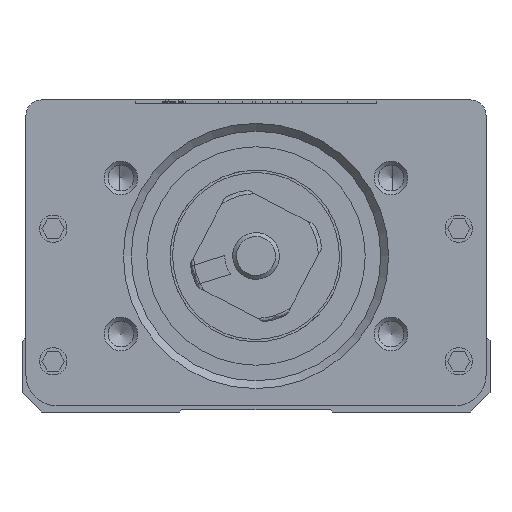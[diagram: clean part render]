
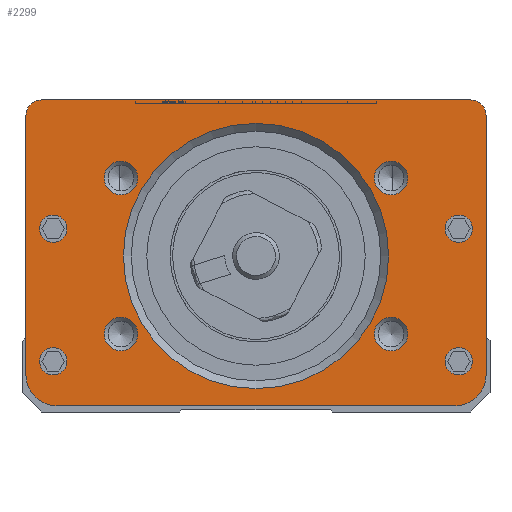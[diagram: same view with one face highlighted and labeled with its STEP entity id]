
A CAD part, front view. The second image highlights one B-rep face of the part: STEP entity #2299.
In plain terms, the highlighted face is planar.
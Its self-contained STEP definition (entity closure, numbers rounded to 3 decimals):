
#680=FACE_BOUND('',#4729,.T.);
#681=FACE_BOUND('',#4730,.T.);
#682=FACE_BOUND('',#4731,.T.);
#683=FACE_BOUND('',#4732,.T.);
#684=FACE_BOUND('',#4733,.T.);
#685=FACE_BOUND('',#4734,.T.);
#686=FACE_BOUND('',#4735,.T.);
#687=FACE_BOUND('',#4736,.T.);
#688=FACE_BOUND('',#4737,.T.);
#689=FACE_BOUND('',#4738,.T.);
#1581=CIRCLE('',#17630,4.);
#1583=CIRCLE('',#17634,4.);
#1594=CIRCLE('',#17658,2.);
#1595=CIRCLE('',#17660,2.);
#1597=CIRCLE('',#17664,2.15);
#1598=CIRCLE('',#17665,2.15);
#1599=CIRCLE('',#17666,2.15);
#1600=CIRCLE('',#17667,2.15);
#1601=CIRCLE('',#17668,17.);
#1602=CIRCLE('',#17669,1.75);
#1603=CIRCLE('',#17670,1.75);
#1604=CIRCLE('',#17671,1.75);
#1605=CIRCLE('',#17672,1.75);
#2299=ADVANCED_FACE('',(#680,#681,#682,#683,#684,#685,#686,#687,#688,#689),
#3127,.F.);
#3127=PLANE('',#17673);
#4729=EDGE_LOOP('',(#7500));
#4730=EDGE_LOOP('',(#7501));
#4731=EDGE_LOOP('',(#7502));
#4732=EDGE_LOOP('',(#7503));
#4733=EDGE_LOOP('',(#7504));
#4734=EDGE_LOOP('',(#7505));
#4735=EDGE_LOOP('',(#7506));
#4736=EDGE_LOOP('',(#7507));
#4737=EDGE_LOOP('',(#7508));
#4738=EDGE_LOOP('',(#7509,#7510,#7511,#7512,#7513,#7514,#7515,#7516));
#7500=ORIENTED_EDGE('',*,*,#12746,.T.);
#7501=ORIENTED_EDGE('',*,*,#12747,.T.);
#7502=ORIENTED_EDGE('',*,*,#12748,.T.);
#7503=ORIENTED_EDGE('',*,*,#12749,.T.);
#7504=ORIENTED_EDGE('',*,*,#12750,.T.);
#7505=ORIENTED_EDGE('',*,*,#12751,.T.);
#7506=ORIENTED_EDGE('',*,*,#12752,.T.);
#7507=ORIENTED_EDGE('',*,*,#12753,.T.);
#7508=ORIENTED_EDGE('',*,*,#12754,.T.);
#7509=ORIENTED_EDGE('',*,*,#12729,.F.);
#7510=ORIENTED_EDGE('',*,*,#12683,.F.);
#7511=ORIENTED_EDGE('',*,*,#12704,.F.);
#7512=ORIENTED_EDGE('',*,*,#12744,.F.);
#7513=ORIENTED_EDGE('',*,*,#12639,.F.);
#7514=ORIENTED_EDGE('',*,*,#12743,.F.);
#7515=ORIENTED_EDGE('',*,*,#12702,.F.);
#7516=ORIENTED_EDGE('',*,*,#12691,.F.);
#10800=VERTEX_POINT('',#25698);
#10801=VERTEX_POINT('',#25700);
#10841=VERTEX_POINT('',#25786);
#10842=VERTEX_POINT('',#25788);
#10849=VERTEX_POINT('',#25804);
#10850=VERTEX_POINT('',#25806);
#10855=VERTEX_POINT('',#25819);
#10859=VERTEX_POINT('',#25830);
#10884=VERTEX_POINT('',#25911);
#10885=VERTEX_POINT('',#25913);
#10886=VERTEX_POINT('',#25915);
#10887=VERTEX_POINT('',#25917);
#10888=VERTEX_POINT('',#25919);
#10889=VERTEX_POINT('',#25921);
#10890=VERTEX_POINT('',#25923);
#10891=VERTEX_POINT('',#25925);
#10892=VERTEX_POINT('',#25927);
#12639=EDGE_CURVE('',#10800,#10801,#14547,.T.);
#12683=EDGE_CURVE('',#10841,#10842,#1581,.T.);
#12691=EDGE_CURVE('',#10849,#10850,#1583,.T.);
#12702=EDGE_CURVE('',#10850,#10855,#14593,.T.);
#12704=EDGE_CURVE('',#10859,#10841,#14595,.T.);
#12729=EDGE_CURVE('',#10842,#10849,#14615,.T.);
#12743=EDGE_CURVE('',#10855,#10800,#1594,.T.);
#12744=EDGE_CURVE('',#10801,#10859,#1595,.T.);
#12746=EDGE_CURVE('',#10884,#10884,#1597,.T.);
#12747=EDGE_CURVE('',#10885,#10885,#1598,.T.);
#12748=EDGE_CURVE('',#10886,#10886,#1599,.T.);
#12749=EDGE_CURVE('',#10887,#10887,#1600,.T.);
#12750=EDGE_CURVE('',#10888,#10888,#1601,.T.);
#12751=EDGE_CURVE('',#10889,#10889,#1602,.T.);
#12752=EDGE_CURVE('',#10890,#10890,#1603,.T.);
#12753=EDGE_CURVE('',#10891,#10891,#1604,.T.);
#12754=EDGE_CURVE('',#10892,#10892,#1605,.T.);
#14547=LINE('',#25699,#16042);
#14593=LINE('',#25827,#16088);
#14595=LINE('',#25831,#16090);
#14615=LINE('',#25881,#16110);
#16042=VECTOR('',#20547,1.);
#16088=VECTOR('',#20641,1.);
#16090=VECTOR('',#20645,1.);
#16110=VECTOR('',#20691,1.);
#17630=AXIS2_PLACEMENT_3D('',#25787,#20611,#20612);
#17634=AXIS2_PLACEMENT_3D('',#25805,#20625,#20626);
#17658=AXIS2_PLACEMENT_3D('',#25904,#20714,#20715);
#17660=AXIS2_PLACEMENT_3D('',#25906,#20718,#20719);
#17664=AXIS2_PLACEMENT_3D('',#25910,#20726,#20727);
#17665=AXIS2_PLACEMENT_3D('',#25912,#20728,#20729);
#17666=AXIS2_PLACEMENT_3D('',#25914,#20730,#20731);
#17667=AXIS2_PLACEMENT_3D('',#25916,#20732,#20733);
#17668=AXIS2_PLACEMENT_3D('',#25918,#20734,#20735);
#17669=AXIS2_PLACEMENT_3D('',#25920,#20736,#20737);
#17670=AXIS2_PLACEMENT_3D('',#25922,#20738,#20739);
#17671=AXIS2_PLACEMENT_3D('',#25924,#20740,#20741);
#17672=AXIS2_PLACEMENT_3D('',#25926,#20742,#20743);
#17673=AXIS2_PLACEMENT_3D('',#25928,#20744,#20745);
#20547=DIRECTION('',(1.,0.,0.));
#20611=DIRECTION('',(0.,1.,0.));
#20612=DIRECTION('',(1.,0.,0.));
#20625=DIRECTION('',(0.,1.,0.));
#20626=DIRECTION('',(1.,0.,0.));
#20641=DIRECTION('',(0.,0.,1.));
#20645=DIRECTION('',(0.,0.,-1.));
#20691=DIRECTION('',(-1.,0.,0.));
#20714=DIRECTION('',(0.,1.,0.));
#20715=DIRECTION('',(0.,0.,1.));
#20718=DIRECTION('',(0.,1.,0.));
#20719=DIRECTION('',(0.,0.,1.));
#20726=DIRECTION('',(0.,1.,0.));
#20727=DIRECTION('',(0.,0.,1.));
#20728=DIRECTION('',(0.,1.,0.));
#20729=DIRECTION('',(0.,0.,1.));
#20730=DIRECTION('',(0.,1.,0.));
#20731=DIRECTION('',(0.,0.,1.));
#20732=DIRECTION('',(0.,1.,0.));
#20733=DIRECTION('',(0.,0.,1.));
#20734=DIRECTION('',(0.,1.,0.));
#20735=DIRECTION('',(0.,0.,1.));
#20736=DIRECTION('',(0.,1.,0.));
#20737=DIRECTION('',(0.,0.,1.));
#20738=DIRECTION('',(0.,1.,0.));
#20739=DIRECTION('',(0.,0.,1.));
#20740=DIRECTION('',(0.,1.,0.));
#20741=DIRECTION('',(0.,0.,1.));
#20742=DIRECTION('',(0.,1.,0.));
#20743=DIRECTION('',(0.,0.,1.));
#20744=DIRECTION('',(0.,1.,0.));
#20745=DIRECTION('',(0.,0.,-1.));
#25698=CARTESIAN_POINT('',(-27.5,-130.762,38.));
#25699=CARTESIAN_POINT('',(-25.5,-130.762,38.));
#25700=CARTESIAN_POINT('',(27.5,-130.762,38.));
#25786=CARTESIAN_POINT('',(29.5,-130.762,2.8));
#25787=CARTESIAN_POINT('',(25.5,-130.762,2.8));
#25788=CARTESIAN_POINT('',(25.5,-130.762,-1.2));
#25804=CARTESIAN_POINT('',(-25.5,-130.762,-1.2));
#25805=CARTESIAN_POINT('',(-25.5,-130.762,2.8));
#25806=CARTESIAN_POINT('',(-29.5,-130.762,2.8));
#25819=CARTESIAN_POINT('',(-29.5,-130.762,36.));
#25827=CARTESIAN_POINT('',(-29.5,-130.762,2.8));
#25830=CARTESIAN_POINT('',(29.5,-130.762,36.));
#25831=CARTESIAN_POINT('',(29.5,-130.762,39.));
#25881=CARTESIAN_POINT('',(25.5,-130.762,-1.2));
#25904=CARTESIAN_POINT('',(-27.5,-130.762,36.));
#25906=CARTESIAN_POINT('',(27.5,-130.762,36.));
#25910=CARTESIAN_POINT('',(-17.321,-130.762,28.));
#25911=CARTESIAN_POINT('',(-17.321,-130.762,30.15));
#25912=CARTESIAN_POINT('',(17.321,-130.762,8.));
#25913=CARTESIAN_POINT('',(17.321,-130.762,10.15));
#25914=CARTESIAN_POINT('',(17.321,-130.762,28.));
#25915=CARTESIAN_POINT('',(17.321,-130.762,30.15));
#25916=CARTESIAN_POINT('',(-17.321,-130.762,8.));
#25917=CARTESIAN_POINT('',(-17.321,-130.762,10.15));
#25918=CARTESIAN_POINT('',(0.,-130.762,18.));
#25919=CARTESIAN_POINT('',(0.,-130.762,35.));
#25920=CARTESIAN_POINT('',(-26.,-130.762,21.5));
#25921=CARTESIAN_POINT('',(-26.,-130.762,23.25));
#25922=CARTESIAN_POINT('',(-26.,-130.762,4.5));
#25923=CARTESIAN_POINT('',(-26.,-130.762,6.25));
#25924=CARTESIAN_POINT('',(26.,-130.762,4.5));
#25925=CARTESIAN_POINT('',(26.,-130.762,6.25));
#25926=CARTESIAN_POINT('',(26.,-130.762,21.5));
#25927=CARTESIAN_POINT('',(26.,-130.762,23.25));
#25928=CARTESIAN_POINT('',(-25.5,-130.762,2.8));
